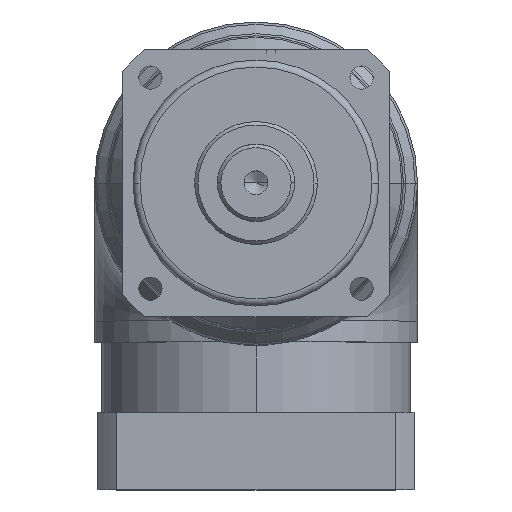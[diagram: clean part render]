
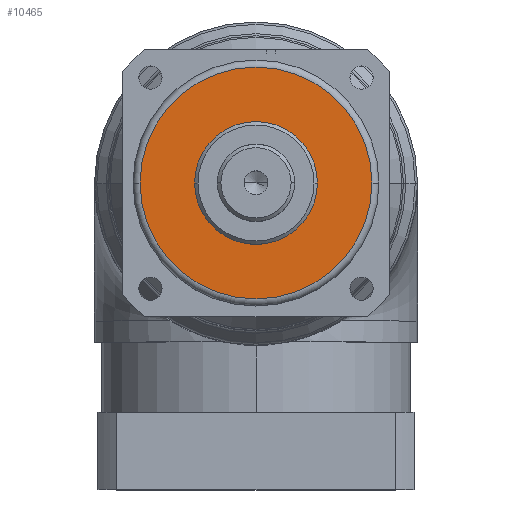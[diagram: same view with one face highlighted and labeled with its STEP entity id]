
A CAD part, top view. The second image highlights one B-rep face of the part: STEP entity #10465.
In plain terms, the highlighted planar face has unit normal (0, 0, 1).
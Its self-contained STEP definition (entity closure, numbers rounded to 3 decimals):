
#113 = AXIS2_PLACEMENT_3D ( 'NONE', #2243, #4631, #12993 ) ;
#206 = DIRECTION ( 'NONE',  ( 1., 0., 0. ) ) ;
#524 = EDGE_CURVE ( 'NONE', #14038, #13728, #1885, .T. ) ;
#633 = CARTESIAN_POINT ( 'NONE',  ( 0., 0., 139. ) ) ;
#1379 = EDGE_CURVE ( 'NONE', #13728, #14038, #10477, .T. ) ;
#1382 = EDGE_CURVE ( 'NONE', #2253, #2927, #7266, .T. ) ;
#1458 = CARTESIAN_POINT ( 'NONE',  ( -17.5, 0., 139. ) ) ;
#1596 = ORIENTED_EDGE ( 'NONE', *, *, #1379, .T. ) ;
#1830 = DIRECTION ( 'NONE',  ( 1., 0., 0. ) ) ;
#1885 = CIRCLE ( 'NONE', #11359, 33. ) ;
#2100 = EDGE_LOOP ( 'NONE', ( #11946, #11337 ) ) ;
#2151 = DIRECTION ( 'NONE',  ( 0., 0., 1. ) ) ;
#2243 = CARTESIAN_POINT ( 'NONE',  ( 0., 0., 139. ) ) ;
#2253 = VERTEX_POINT ( 'NONE', #7426 ) ;
#2707 = ORIENTED_EDGE ( 'NONE', *, *, #524, .T. ) ;
#2885 = EDGE_CURVE ( 'NONE', #2927, #2253, #13217, .T. ) ;
#2927 = VERTEX_POINT ( 'NONE', #1458 ) ;
#3233 = AXIS2_PLACEMENT_3D ( 'NONE', #5683, #14035, #6874 ) ;
#4631 = DIRECTION ( 'NONE',  ( 0., 0., 1. ) ) ;
#4827 = AXIS2_PLACEMENT_3D ( 'NONE', #9294, #2151, #10519 ) ;
#5683 = CARTESIAN_POINT ( 'NONE',  ( 0., 0., 139. ) ) ;
#6874 = DIRECTION ( 'NONE',  ( 1., 0., 0. ) ) ;
#7266 = CIRCLE ( 'NONE', #4827, 17.5 ) ;
#7348 = DIRECTION ( 'NONE',  ( 0., 0., 1. ) ) ;
#7426 = CARTESIAN_POINT ( 'NONE',  ( 17.5, 0., 139. ) ) ;
#8185 = PLANE ( 'NONE',  #113 ) ;
#8978 = DIRECTION ( 'NONE',  ( 0., 0., 1. ) ) ;
#9294 = CARTESIAN_POINT ( 'NONE',  ( 0., 0., 139. ) ) ;
#10465 = ADVANCED_FACE ( 'NONE', ( #11940, #15132 ), #8185, .T. ) ;
#10477 = CIRCLE ( 'NONE', #3233, 33. ) ;
#10519 = DIRECTION ( 'NONE',  ( 1., 0., 0. ) ) ;
#11337 = ORIENTED_EDGE ( 'NONE', *, *, #2885, .F. ) ;
#11359 = AXIS2_PLACEMENT_3D ( 'NONE', #633, #8978, #1830 ) ;
#11940 = FACE_OUTER_BOUND ( 'NONE', #15444, .T. ) ;
#11946 = ORIENTED_EDGE ( 'NONE', *, *, #1382, .F. ) ;
#12318 = CARTESIAN_POINT ( 'NONE',  ( -33., 0., 139. ) ) ;
#12993 = DIRECTION ( 'NONE',  ( 1., 0., 0. ) ) ;
#13217 = CIRCLE ( 'NONE', #13554, 17.5 ) ;
#13386 = CARTESIAN_POINT ( 'NONE',  ( 33., 0., 139. ) ) ;
#13554 = AXIS2_PLACEMENT_3D ( 'NONE', #14512, #7348, #206 ) ;
#13728 = VERTEX_POINT ( 'NONE', #12318 ) ;
#14035 = DIRECTION ( 'NONE',  ( 0., 0., 1. ) ) ;
#14038 = VERTEX_POINT ( 'NONE', #13386 ) ;
#14512 = CARTESIAN_POINT ( 'NONE',  ( 0., 0., 139. ) ) ;
#15132 = FACE_BOUND ( 'NONE', #2100, .T. ) ;
#15444 = EDGE_LOOP ( 'NONE', ( #2707, #1596 ) ) ;
